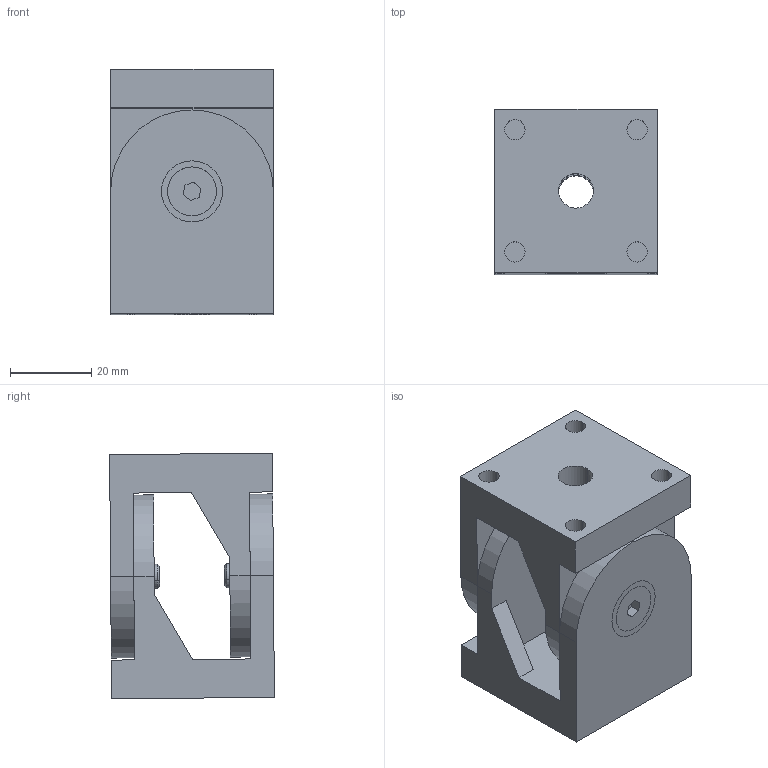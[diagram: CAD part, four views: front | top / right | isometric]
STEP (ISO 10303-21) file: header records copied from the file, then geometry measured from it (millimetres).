
FILE_DESCRIPTION(('Creo Elements/Direct Modeling STEP Export'),'2;1');
FILE_NAME('44.0330.12_Schwenkgelenk-MMS-44_leichtere-Ausführung.stp','2022-03-21T 9:00:57',(''),(''),'PTC Creo Elements/Direct Modeling STEP processor for AP214 (Solid Model)','PTC Creo Elements/Direct Modeling 19.0C 15-Aug-2015 (C) Parametric Technology GmbH','');
FILE_SCHEMA(('AUTOMOTIVE_DESIGN { 1 0 10303 214 1 1 1 1 }'));
Length unit declared in the file: millimetre
Products named in the file (4): Druckgussteil-fuer-Schwenkgelenk_96.4046_PX174692; Senkschraube-DIN7991_M6x12-8.8-verz_10413_PX174697; Scheibe-Schwenkgelenk_Kegelsenkung_96.4041_PX174694; Schwenkgelenk-MMS-44_leichtere-Ausführung_44.0330.12_PX174707
Assembly tree (6 placements, depth 2):
  Schwenkgelenk-MMS-44_leichtere-Ausführung_44.0330.12_PX174707
    Scheibe-Schwenkgelenk_Kegelsenkung_96.4041_PX174694  x2
    Senkschraube-DIN7991_M6x12-8.8-verz_10413_PX174697  x2
    Druckgussteil-fuer-Schwenkgelenk_96.4046_PX174692  x2
Bounding box: 40 x 40.48 x 60.32 mm (x, y, z)
Volume: 61005.2 mm3; surface area: 26196.5 mm2
Topology: 6 solids, 6 shells, 134 faces, 308 edges, 200 vertices
Faces by surface type: plane 62, cylinder 60, cone 12
Entity records: 1932 total; most frequent: ORIENTED_EDGE 308, DIRECTION 306, CARTESIAN_POINT 297, EDGE_CURVE 154, AXIS2_PLACEMENT_3D 109, VERTEX_POINT 100, VECTOR 88, LINE 88
